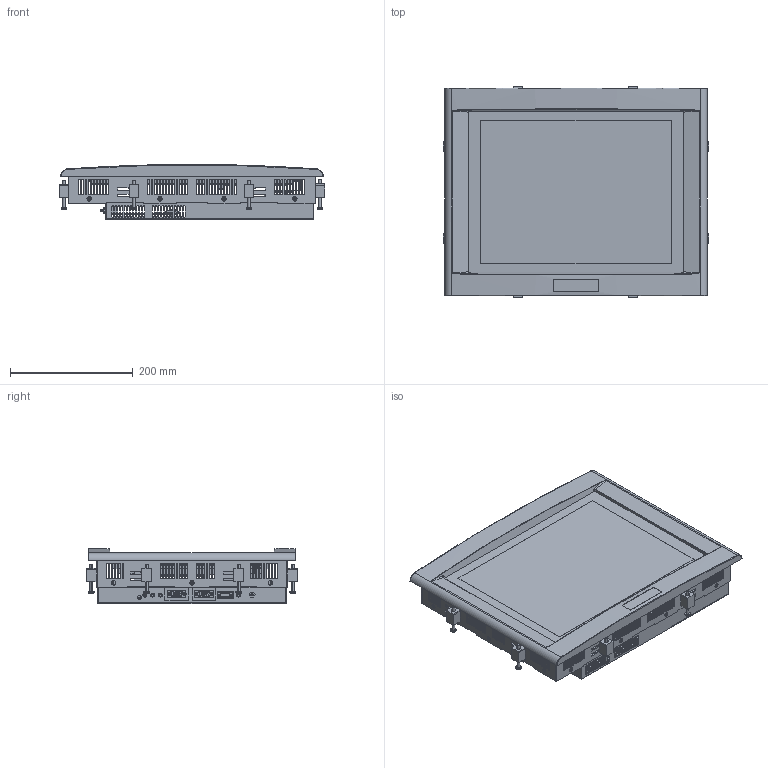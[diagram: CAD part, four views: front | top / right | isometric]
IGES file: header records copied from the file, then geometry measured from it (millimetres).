
Start section:  PTC IGES file: fpm15t.igs
Global section: file name: fpm15t.igs; native system: Pro/ENGINEER by Parametric Technology Corporation; preprocessor: 2004130; author: srollman; organization: Unknown; date: 060508.162914; units: inch
Bounding box: 432.31 x 343.41 x 89.87 mm (x, y, z)
Surface area: 1131960.9 mm2 (no closed solid volume)
Topology: 0 solids, 0 shells, 886 faces, 8137 edges, 8137 vertices
Faces by surface type: bspline 684, revolution 202
